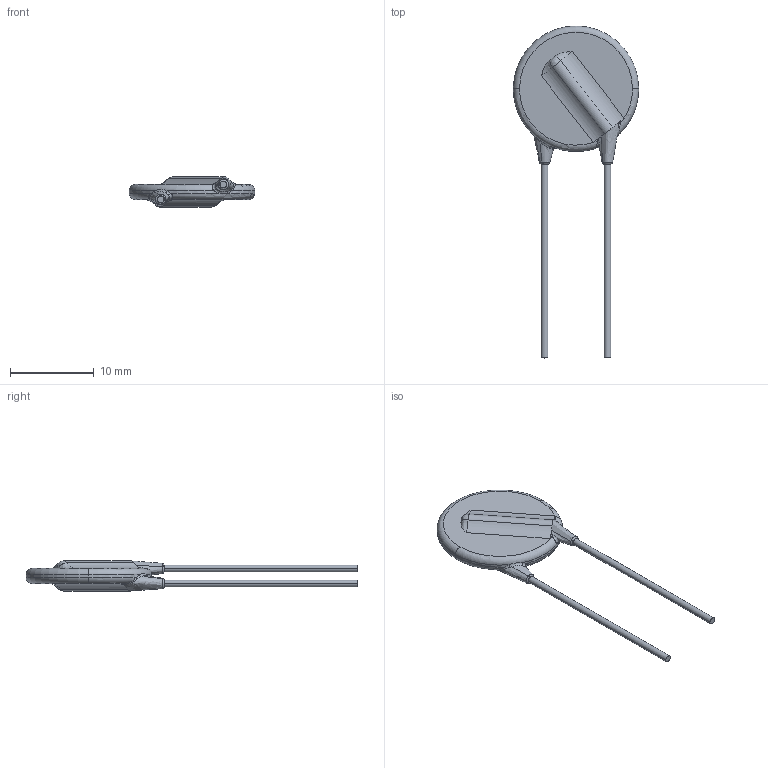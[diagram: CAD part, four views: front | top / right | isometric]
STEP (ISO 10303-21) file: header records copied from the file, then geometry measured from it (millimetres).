
FILE_DESCRIPTION (( 'STEP AP214' ), '1' );
FILE_NAME ('S14K275E2.STEP', '2019-12-10T07:53:54', ( '' ), ( '' ), 'SwSTEP 2.0', 'SolidWorks 2019', '' );
FILE_SCHEMA (( 'AUTOMOTIVE_DESIGN' ));
Length unit declared in the file: millimetre
Products named in the file (1): S14K275E2
Bounding box: 15 x 39.68 x 3.6 mm (x, y, z)
Volume: 381.2 mm3; surface area: 561.8 mm2
Topology: 1 solids, 1 shells, 65 faces, 159 edges, 96 vertices
Faces by surface type: bspline 28, plane 17, cylinder 14, torus 6
Entity records: 3865 total; most frequent: CARTESIAN_POINT 1781, ORIENTED_EDGE 314, DIRECTION 232, EDGE_CURVE 157, AXIS2_PLACEMENT_3D 103, VERTEX_POINT 96, UNCERTAINTY_MEASURE_WITH_UNIT 68, COLOUR_RGB 67
